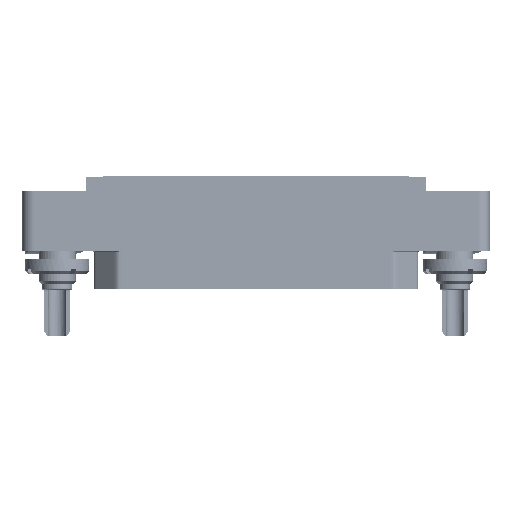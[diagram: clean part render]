
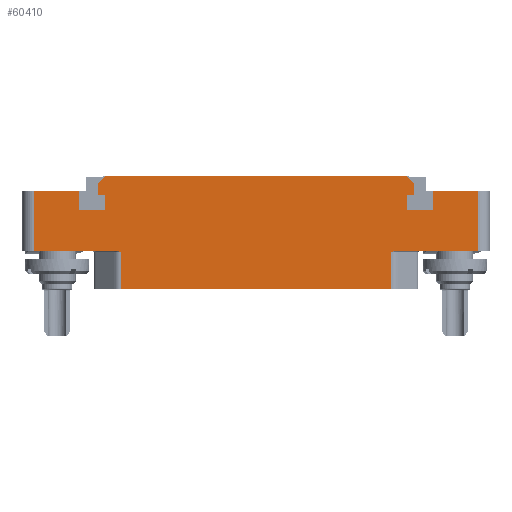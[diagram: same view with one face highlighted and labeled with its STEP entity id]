
A CAD part, top view. The second image highlights one B-rep face of the part: STEP entity #60410.
In plain terms, the highlighted planar face has unit normal (0, 0, 1).
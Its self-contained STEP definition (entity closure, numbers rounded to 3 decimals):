
#1=DIRECTION('',(1.,0.,0.));
#2=VECTOR('',#1,7.8);
#3=CARTESIAN_POINT('',(-38.,8.65,7.));
#4=LINE('',#3,#2);
#5=DIRECTION('',(0.,-1.,0.));
#6=VECTOR('',#5,3.2);
#7=CARTESIAN_POINT('',(-30.2,8.65,7.));
#8=LINE('',#7,#6);
#9=DIRECTION('',(1.,0.,0.));
#10=VECTOR('',#9,4.4);
#11=CARTESIAN_POINT('',(-30.2,5.45,7.));
#12=LINE('',#11,#10);
#13=DIRECTION('',(0.,1.,0.));
#14=VECTOR('',#13,2.6);
#15=CARTESIAN_POINT('',(-25.8,5.45,7.));
#16=LINE('',#15,#14);
#17=DIRECTION('',(-1.,0.,0.));
#18=VECTOR('',#17,1.2);
#19=CARTESIAN_POINT('',(-25.8,8.05,7.));
#20=LINE('',#19,#18);
#21=DIRECTION('',(0.,-1.,0.));
#22=VECTOR('',#21,1.9);
#23=CARTESIAN_POINT('',(-27.,9.95,7.));
#24=LINE('',#23,#22);
#25=DIRECTION('',(1.,0.,0.));
#26=VECTOR('',#25,51.6);
#27=CARTESIAN_POINT('',(-25.8,11.15,7.));
#28=LINE('',#27,#26);
#29=DIRECTION('',(0.,-1.,0.));
#30=VECTOR('',#29,1.9);
#31=CARTESIAN_POINT('',(27.,9.95,7.));
#32=LINE('',#31,#30);
#33=DIRECTION('',(-1.,0.,0.));
#34=VECTOR('',#33,1.2);
#35=CARTESIAN_POINT('',(27.,8.05,7.));
#36=LINE('',#35,#34);
#37=DIRECTION('',(0.,-1.,0.));
#38=VECTOR('',#37,2.6);
#39=CARTESIAN_POINT('',(25.8,8.05,7.));
#40=LINE('',#39,#38);
#41=DIRECTION('',(1.,0.,0.));
#42=VECTOR('',#41,4.4);
#43=CARTESIAN_POINT('',(25.8,5.45,7.));
#44=LINE('',#43,#42);
#45=DIRECTION('',(0.,1.,0.));
#46=VECTOR('',#45,3.2);
#47=CARTESIAN_POINT('',(30.2,5.45,7.));
#48=LINE('',#47,#46);
#49=DIRECTION('',(1.,0.,0.));
#50=VECTOR('',#49,7.8);
#51=CARTESIAN_POINT('',(30.2,8.65,7.));
#52=LINE('',#51,#50);
#110=DIRECTION('',(1.,0.,0.));
#111=VECTOR('',#110,14.082);
#112=CARTESIAN_POINT('',(23.918,-1.6,7.));
#113=LINE('',#112,#111);
#2482=DIRECTION('',(-1.,0.,0.));
#2483=VECTOR('',#2482,46.236);
#2484=CARTESIAN_POINT('',(23.118,-8.1,7.));
#2485=LINE('',#2484,#2483);
#2573=DIRECTION('',(1.,0.,0.));
#2574=VECTOR('',#2573,14.082);
#2575=CARTESIAN_POINT('',(-38.,-1.6,7.));
#2576=LINE('',#2575,#2574);
#4802=DIRECTION('',(0.,-1.,0.));
#4803=VECTOR('',#4802,10.25);
#4804=CARTESIAN_POINT('',(-38.,8.65,7.));
#4805=LINE('',#4804,#4803);
#7438=DIRECTION('',(-0.707,-0.707,0.));
#7439=VECTOR('',#7438,1.697);
#7440=CARTESIAN_POINT('',(-25.8,11.15,7.));
#7441=LINE('',#7440,#7439);
#7654=DIRECTION('',(0.707,-0.707,0.));
#7655=VECTOR('',#7654,1.697);
#7656=CARTESIAN_POINT('',(25.8,11.15,7.));
#7657=LINE('',#7656,#7655);
#45576=CARTESIAN_POINT('',(-23.918,-1.6,7.));
#45577=CARTESIAN_POINT('',(-23.907,-1.6,7.));
#45578=CARTESIAN_POINT('',(-23.884,-1.6,7.));
#45579=CARTESIAN_POINT('',(-23.85,-1.602,7.));
#45580=CARTESIAN_POINT('',(-23.814,-1.605,7.));
#45581=CARTESIAN_POINT('',(-23.776,-1.61,7.));
#45582=CARTESIAN_POINT('',(-23.734,-1.616,7.));
#45583=CARTESIAN_POINT('',(-23.688,-1.624,7.));
#45584=CARTESIAN_POINT('',(-23.636,-1.635,7.));
#45585=CARTESIAN_POINT('',(-23.577,-1.649,7.));
#45586=CARTESIAN_POINT('',(-23.515,-1.666,7.));
#45587=CARTESIAN_POINT('',(-23.451,-1.685,7.));
#45588=CARTESIAN_POINT('',(-23.385,-1.706,7.));
#45589=CARTESIAN_POINT('',(-23.318,-1.728,7.));
#45590=CARTESIAN_POINT('',(-23.251,-1.752,7.));
#45591=CARTESIAN_POINT('',(-23.184,-1.776,7.));
#45592=CARTESIAN_POINT('',(-23.14,-1.792,7.));
#45593=CARTESIAN_POINT('',(-23.118,-1.8,7.));
#45595=DIRECTION('',(0.,1.,0.));
#45596=VECTOR('',#45595,6.3);
#45597=CARTESIAN_POINT('',(-23.118,-8.1,7.));
#45598=LINE('',#45597,#45596);
#45671=DIRECTION('',(0.,1.,0.));
#45672=VECTOR('',#45671,6.3);
#45673=CARTESIAN_POINT('',(23.118,-8.1,7.));
#45674=LINE('',#45673,#45672);
#45680=CARTESIAN_POINT('',(23.118,-1.8,7.));
#45681=CARTESIAN_POINT('',(23.14,-1.792,7.));
#45682=CARTESIAN_POINT('',(23.184,-1.776,7.));
#45683=CARTESIAN_POINT('',(23.251,-1.752,7.));
#45684=CARTESIAN_POINT('',(23.318,-1.728,7.));
#45685=CARTESIAN_POINT('',(23.385,-1.706,7.));
#45686=CARTESIAN_POINT('',(23.451,-1.685,7.));
#45687=CARTESIAN_POINT('',(23.515,-1.666,7.));
#45688=CARTESIAN_POINT('',(23.577,-1.649,7.));
#45689=CARTESIAN_POINT('',(23.636,-1.635,7.));
#45690=CARTESIAN_POINT('',(23.688,-1.624,7.));
#45691=CARTESIAN_POINT('',(23.734,-1.616,7.));
#45692=CARTESIAN_POINT('',(23.776,-1.61,7.));
#45693=CARTESIAN_POINT('',(23.814,-1.605,7.));
#45694=CARTESIAN_POINT('',(23.85,-1.602,7.));
#45695=CARTESIAN_POINT('',(23.884,-1.6,7.));
#45696=CARTESIAN_POINT('',(23.907,-1.6,7.));
#45697=CARTESIAN_POINT('',(23.918,-1.6,7.));
#45745=DIRECTION('',(0.,1.,0.));
#45746=VECTOR('',#45745,10.25);
#45747=CARTESIAN_POINT('',(38.,-1.6,7.));
#45748=LINE('',#45747,#45746);
#48051=CARTESIAN_POINT('',(-30.2,8.65,7.));
#48052=CARTESIAN_POINT('',(-30.2,5.45,7.));
#48053=VERTEX_POINT('',#48051);
#48054=VERTEX_POINT('',#48052);
#48055=CARTESIAN_POINT('',(-25.8,5.45,7.));
#48056=VERTEX_POINT('',#48055);
#48057=CARTESIAN_POINT('',(-25.8,8.05,7.));
#48058=VERTEX_POINT('',#48057);
#48059=CARTESIAN_POINT('',(-27.,8.05,7.));
#48060=VERTEX_POINT('',#48059);
#48061=CARTESIAN_POINT('',(27.,8.05,7.));
#48062=CARTESIAN_POINT('',(25.8,8.05,7.));
#48063=VERTEX_POINT('',#48061);
#48064=VERTEX_POINT('',#48062);
#48065=CARTESIAN_POINT('',(25.8,5.45,7.));
#48066=VERTEX_POINT('',#48065);
#48067=CARTESIAN_POINT('',(30.2,5.45,7.));
#48068=VERTEX_POINT('',#48067);
#48069=CARTESIAN_POINT('',(30.2,8.65,7.));
#48070=VERTEX_POINT('',#48069);
#48075=CARTESIAN_POINT('',(-27.,9.95,7.));
#48077=VERTEX_POINT('',#48075);
#48079=CARTESIAN_POINT('',(-25.8,11.15,7.));
#48080=VERTEX_POINT('',#48079);
#48081=CARTESIAN_POINT('',(27.,9.95,7.));
#48083=VERTEX_POINT('',#48081);
#48085=CARTESIAN_POINT('',(25.8,11.15,7.));
#48086=VERTEX_POINT('',#48085);
#48163=CARTESIAN_POINT('',(38.,-1.6,7.));
#48164=CARTESIAN_POINT('',(38.,8.65,7.));
#48165=VERTEX_POINT('',#48163);
#48166=VERTEX_POINT('',#48164);
#48171=CARTESIAN_POINT('',(-38.,8.65,7.));
#48172=CARTESIAN_POINT('',(-38.,-1.6,7.));
#48173=VERTEX_POINT('',#48171);
#48174=VERTEX_POINT('',#48172);
#48376=CARTESIAN_POINT('',(23.118,-8.1,7.));
#48378=VERTEX_POINT('',#48376);
#48379=CARTESIAN_POINT('',(-23.118,-8.1,7.));
#48381=VERTEX_POINT('',#48379);
#48443=CARTESIAN_POINT('',(-23.118,-1.8,7.));
#48444=VERTEX_POINT('',#48443);
#48445=CARTESIAN_POINT('',(-23.918,-1.6,7.));
#48446=VERTEX_POINT('',#48445);
#48447=CARTESIAN_POINT('',(23.118,-1.8,7.));
#48449=VERTEX_POINT('',#48447);
#48451=CARTESIAN_POINT('',(23.918,-1.6,7.));
#48453=VERTEX_POINT('',#48451);
#60355=CARTESIAN_POINT('',(0.,-1.6,7.));
#60356=DIRECTION('',(0.,0.,-1.));
#60357=DIRECTION('',(-1.,0.,0.));
#60358=AXIS2_PLACEMENT_3D('',#60355,#60356,#60357);
#60359=PLANE('',#60358);
#60361=ORIENTED_EDGE('',*,*,#60360,.F.);
#60363=ORIENTED_EDGE('',*,*,#60362,.F.);
#60365=ORIENTED_EDGE('',*,*,#60364,.F.);
#60367=ORIENTED_EDGE('',*,*,#60366,.T.);
#60369=ORIENTED_EDGE('',*,*,#60368,.T.);
#60371=ORIENTED_EDGE('',*,*,#60370,.F.);
#60373=ORIENTED_EDGE('',*,*,#60372,.F.);
#60375=ORIENTED_EDGE('',*,*,#60374,.F.);
#60377=ORIENTED_EDGE('',*,*,#60376,.T.);
#60379=ORIENTED_EDGE('',*,*,#60378,.T.);
#60381=ORIENTED_EDGE('',*,*,#60380,.T.);
#60383=ORIENTED_EDGE('',*,*,#60382,.T.);
#60385=ORIENTED_EDGE('',*,*,#60384,.T.);
#60387=ORIENTED_EDGE('',*,*,#60386,.F.);
#60389=ORIENTED_EDGE('',*,*,#60388,.F.);
#60391=ORIENTED_EDGE('',*,*,#60390,.T.);
#60393=ORIENTED_EDGE('',*,*,#60392,.T.);
#60395=ORIENTED_EDGE('',*,*,#60394,.T.);
#60397=ORIENTED_EDGE('',*,*,#60396,.T.);
#60399=ORIENTED_EDGE('',*,*,#60398,.T.);
#60401=ORIENTED_EDGE('',*,*,#60400,.T.);
#60403=ORIENTED_EDGE('',*,*,#60402,.T.);
#60405=ORIENTED_EDGE('',*,*,#60404,.T.);
#60407=ORIENTED_EDGE('',*,*,#60406,.F.);
#60408=EDGE_LOOP('',(#60361,#60363,#60365,#60367,#60369,#60371,#60373,#60375,
#60377,#60379,#60381,#60383,#60385,#60387,#60389,#60391,#60393,#60395,#60397,
#60399,#60401,#60403,#60405,#60407));
#60409=FACE_OUTER_BOUND('',#60408,.F.);
#60410=ADVANCED_FACE('',(#60409),#60359,.F.);
#45594=B_SPLINE_CURVE_WITH_KNOTS('',3,(#45576,#45577,#45578,#45579,#45580,
#45581,#45582,#45583,#45584,#45585,#45586,#45587,#45588,#45589,#45590,#45591,
#45592,#45593),.UNSPECIFIED.,.F.,.F.,(4,1,1,1,1,1,1,1,1,1,1,1,1,1,1,4),(0.,
0.067,0.133,0.2,0.267,0.333,
0.4,0.467,0.533,0.6,0.667,
0.733,0.8,0.867,0.933,1.),
.UNSPECIFIED.);
#45698=B_SPLINE_CURVE_WITH_KNOTS('',3,(#45680,#45681,#45682,#45683,#45684,
#45685,#45686,#45687,#45688,#45689,#45690,#45691,#45692,#45693,#45694,#45695,
#45696,#45697),.UNSPECIFIED.,.F.,.F.,(4,1,1,1,1,1,1,1,1,1,1,1,1,1,1,4),(0.,
0.067,0.133,0.2,0.267,0.333,
0.4,0.467,0.533,0.6,0.667,
0.733,0.8,0.867,0.933,1.),
.UNSPECIFIED.);
#60360=EDGE_CURVE('',#48453,#48165,#113,.T.);
#60362=EDGE_CURVE('',#48449,#48453,#45698,.T.);
#60364=EDGE_CURVE('',#48378,#48449,#45674,.T.);
#60366=EDGE_CURVE('',#48378,#48381,#2485,.T.);
#60368=EDGE_CURVE('',#48381,#48444,#45598,.T.);
#60370=EDGE_CURVE('',#48446,#48444,#45594,.T.);
#60372=EDGE_CURVE('',#48174,#48446,#2576,.T.);
#60374=EDGE_CURVE('',#48173,#48174,#4805,.T.);
#60376=EDGE_CURVE('',#48173,#48053,#4,.T.);
#60378=EDGE_CURVE('',#48053,#48054,#8,.T.);
#60380=EDGE_CURVE('',#48054,#48056,#12,.T.);
#60382=EDGE_CURVE('',#48056,#48058,#16,.T.);
#60384=EDGE_CURVE('',#48058,#48060,#20,.T.);
#60386=EDGE_CURVE('',#48077,#48060,#24,.T.);
#60388=EDGE_CURVE('',#48080,#48077,#7441,.T.);
#60390=EDGE_CURVE('',#48080,#48086,#28,.T.);
#60392=EDGE_CURVE('',#48086,#48083,#7657,.T.);
#60394=EDGE_CURVE('',#48083,#48063,#32,.T.);
#60396=EDGE_CURVE('',#48063,#48064,#36,.T.);
#60398=EDGE_CURVE('',#48064,#48066,#40,.T.);
#60400=EDGE_CURVE('',#48066,#48068,#44,.T.);
#60402=EDGE_CURVE('',#48068,#48070,#48,.T.);
#60404=EDGE_CURVE('',#48070,#48166,#52,.T.);
#60406=EDGE_CURVE('',#48165,#48166,#45748,.T.);
